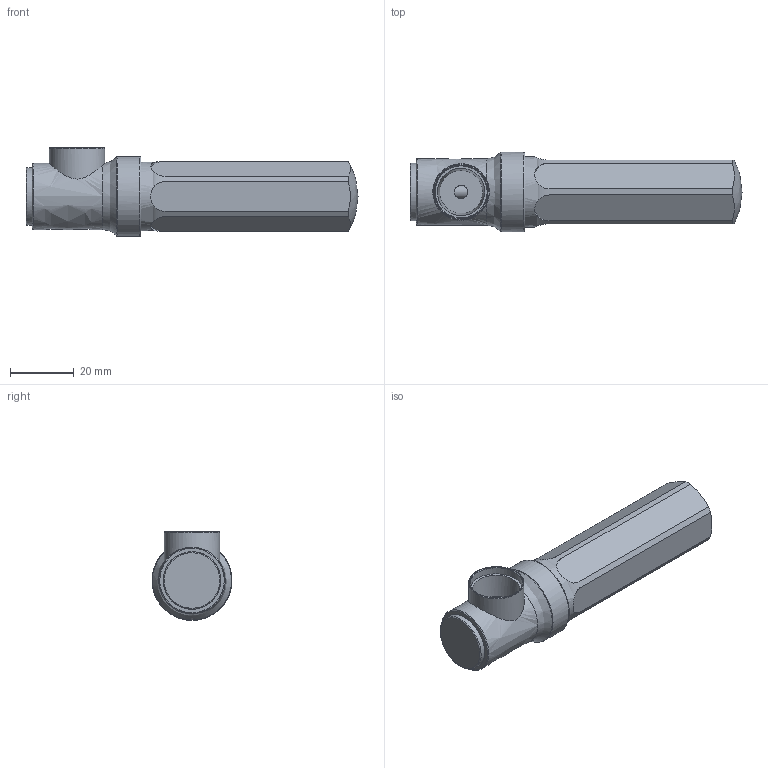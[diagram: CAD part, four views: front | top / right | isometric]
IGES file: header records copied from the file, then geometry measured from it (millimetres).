
Global section: file name: V659-L; native system: Autodesk Inventor 2018; preprocessor: unknown; author: adaniels; date: 20171205.142927; units: millimetre
Bounding box: 104 x 25 x 27.8 mm (x, y, z)
Volume: 34157.3 mm3; surface area: 14223.2 mm2
Topology: 7 solids, 7 shells, 145 faces, 409 edges, 289 vertices
Faces by surface type: bspline 145
